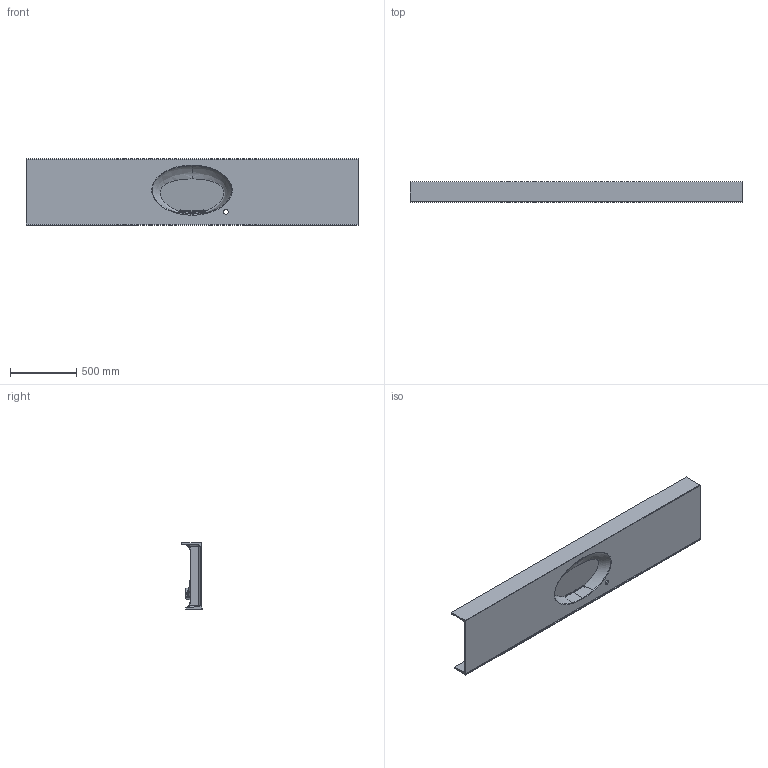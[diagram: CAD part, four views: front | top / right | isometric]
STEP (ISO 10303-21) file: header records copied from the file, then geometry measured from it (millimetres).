
FILE_DESCRIPTION (( 'STEP AP203' ), '1' );
FILE_NAME ('ORLANDO-P.STEP', '2021-09-20T05:58:10', ( '' ), ( '' ), 'SwSTEP 2.0', 'SolidWorks 2020', '' );
FILE_SCHEMA (( 'CONFIG_CONTROL_DESIGN' ));
Length unit declared in the file: millimetre
Products named in the file (1): ORLANDO-P
Bounding box: 2500 x 155 x 500 mm (x, y, z)
Volume: 28860708.7 mm3; surface area: 4161569.5 mm2
Topology: 1 solids, 1 shells, 349 faces, 891 edges, 510 vertices
Faces by surface type: bspline 150, cylinder 105, plane 66, sphere 28
Entity records: 45323 total; most frequent: CARTESIAN_POINT 38253, ORIENTED_EDGE 1714, DIRECTION 1127, EDGE_CURVE 857, VERTEX_POINT 510, AXIS2_PLACEMENT_3D 437, EDGE_LOOP 369, FACE_OUTER_BOUND 349
